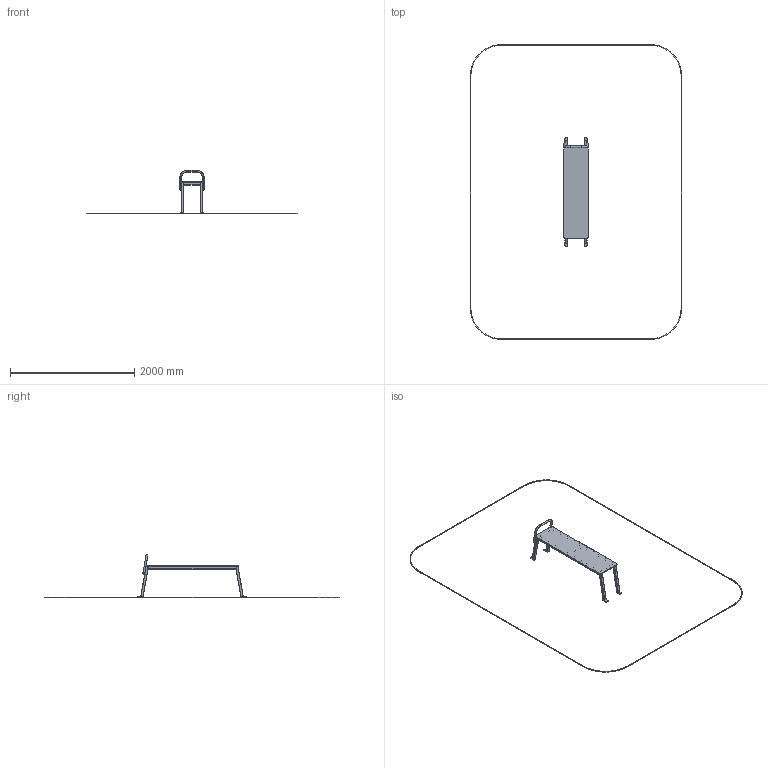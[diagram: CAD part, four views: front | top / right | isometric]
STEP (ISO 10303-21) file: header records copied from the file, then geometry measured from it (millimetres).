
FILE_DESCRIPTION(('STEP AP214'), '1');
FILE_NAME('Ñêàìüÿ â ñáîðå', '', ('UNSPECIFIED'), ('UNSPECIFIED'), 'C3D Converter', 'C3D Toolkit', '');
FILE_SCHEMA(('AUTOMOTIVE_DESIGN { 1 0 10303 214 3 1 1}'));
Length unit declared in the file: millimetre
Assembly tree (21 placements, depth 3):
  (unnamed)
    (unnamed)
      (unnamed)  x2
      (unnamed)  x4
      (unnamed)  x3
      (unnamed)  x4
    (unnamed)
    (unnamed)
      (unnamed)
      (unnamed)  x2
      (unnamed)  x2
Bounding box: 3400 x 4739.45 x 697.83 mm (x, y, z)
Volume: 13124638.4 mm3; surface area: 3645546.2 mm2
Topology: 20 solids, 20 shells, 268 faces, 644 edges, 412 vertices
Faces by surface type: plane 152, cylinder 96, torus 16, sphere 4
Full cylindrical faces by diameter (mm): 24 x3, 28 x2, 30 x3
Entity records: 6061 total; most frequent: DIRECTION 744, CARTESIAN_POINT 739, ORIENTED_EDGE 640, EDGE_CURVE 320, AXIS2_PLACEMENT_3D 275, VERTEX_POINT 206, LINE 194, VECTOR 194
